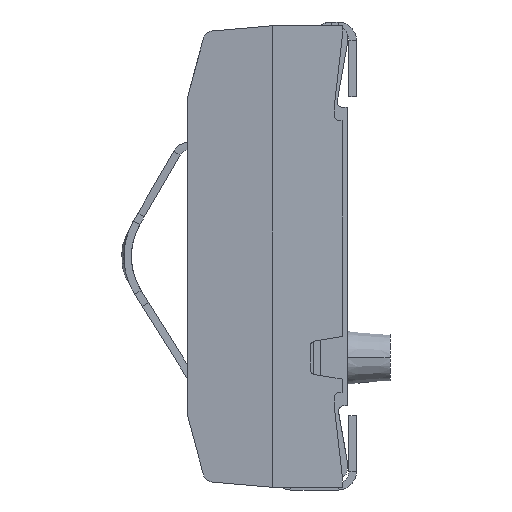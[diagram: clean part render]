
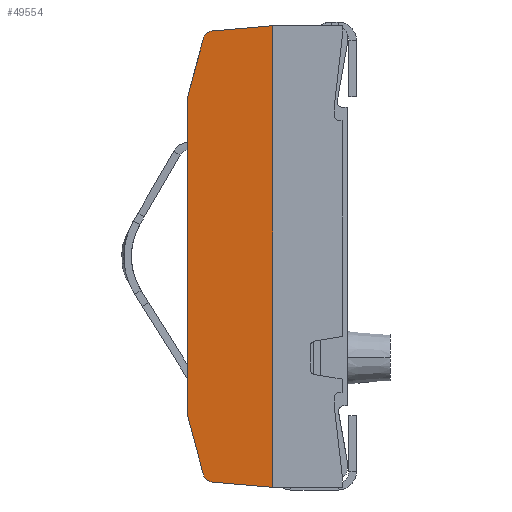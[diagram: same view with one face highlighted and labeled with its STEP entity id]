
A CAD part, left-side view. The second image highlights one B-rep face of the part: STEP entity #49554.
In plain terms, the highlighted planar face has unit normal (-0.996, 0.087, 0).
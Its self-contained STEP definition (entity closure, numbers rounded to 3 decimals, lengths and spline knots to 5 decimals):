
#4143=DIRECTION('',(0.,0.,1.));
#4144=VECTOR('',#4143,0.298);
#4145=CARTESIAN_POINT('',(-0.38325,0.125,-0.149));
#4146=LINE('',#4145,#4144);
#4311=DIRECTION('',(0.023,0.259,0.966));
#4312=VECTOR('',#4311,0.05715);
#4313=CARTESIAN_POINT('',(-0.38454,0.11021,
-0.20419));
#4314=LINE('',#4313,#4312);
#16043=DIRECTION('',(-0.087,-0.992,-0.087));
#16044=VECTOR('',#16043,0.05685);
#16045=CARTESIAN_POINT('',(-0.38531,0.10142,
-0.21156));
#16046=LINE('',#16045,#16044);
#16064=CARTESIAN_POINT('',(-0.38454,0.11021,
-0.20419));
#16065=CARTESIAN_POINT('',(-0.3846,0.10961,
-0.20645));
#16066=CARTESIAN_POINT('',(-0.3848,0.10728,
-0.20963));
#16067=CARTESIAN_POINT('',(-0.38511,0.10375,
-0.21136));
#16068=CARTESIAN_POINT('',(-0.38531,0.10142,
-0.21156));
#16089=DIRECTION('',(0.087,0.992,-0.087));
#16090=VECTOR('',#16089,0.05685);
#16091=CARTESIAN_POINT('',(-0.39025,0.045,0.2165));
#16092=LINE('',#16091,#16090);
#16126=CARTESIAN_POINT('',(-0.38454,0.11021,
0.20419));
#16127=CARTESIAN_POINT('',(-0.3846,0.10961,
0.20645));
#16128=CARTESIAN_POINT('',(-0.3848,0.10728,
0.20963));
#16129=CARTESIAN_POINT('',(-0.38511,0.10375,
0.21136));
#16130=CARTESIAN_POINT('',(-0.38531,0.10142,
0.21156));
#16472=DIRECTION('',(-0.023,-0.259,0.966));
#16473=VECTOR('',#16472,0.05715);
#16474=CARTESIAN_POINT('',(-0.38325,0.125,0.149));
#16475=LINE('',#16474,#16473);
#17389=DIRECTION('',(0.,0.,-1.));
#17390=VECTOR('',#17389,0.433);
#17391=CARTESIAN_POINT('',(-0.39025,0.045,0.2165));
#17392=LINE('',#17391,#17390);
#37079=CARTESIAN_POINT('',(-0.39025,0.045,0.2165));
#37080=CARTESIAN_POINT('',(-0.39025,0.045,-0.2165));
#37081=VERTEX_POINT('',#37079);
#37082=VERTEX_POINT('',#37080);
#37087=CARTESIAN_POINT('',(-0.38325,0.125,-0.149));
#37088=CARTESIAN_POINT('',(-0.38325,0.125,0.149));
#37089=VERTEX_POINT('',#37087);
#37090=VERTEX_POINT('',#37088);
#37095=CARTESIAN_POINT('',(-0.38454,0.11021,
0.20419));
#37097=VERTEX_POINT('',#37095);
#37099=CARTESIAN_POINT('',(-0.38531,0.10142,
0.21156));
#37101=VERTEX_POINT('',#37099);
#37103=CARTESIAN_POINT('',(-0.38454,0.11021,
-0.20419));
#37105=VERTEX_POINT('',#37103);
#37107=CARTESIAN_POINT('',(-0.38531,0.10142,
-0.21156));
#37109=VERTEX_POINT('',#37107);
#49534=CARTESIAN_POINT('',(-0.39025,0.045,0.2598));
#49535=DIRECTION('',(0.996,-0.087,0.));
#49536=DIRECTION('',(0.087,0.996,0.));
#49537=AXIS2_PLACEMENT_3D('',#49534,#49535,#49536);
#49538=PLANE('',#49537);
#49539=ORIENTED_EDGE('',*,*,#49522,.F.);
#49541=ORIENTED_EDGE('',*,*,#49540,.F.);
#49542=ORIENTED_EDGE('',*,*,#39367,.T.);
#49543=ORIENTED_EDGE('',*,*,#39306,.T.);
#49545=ORIENTED_EDGE('',*,*,#49544,.T.);
#49547=ORIENTED_EDGE('',*,*,#49546,.T.);
#49549=ORIENTED_EDGE('',*,*,#49548,.F.);
#49551=ORIENTED_EDGE('',*,*,#49550,.T.);
#49552=EDGE_LOOP('',(#49539,#49541,#49542,#49543,#49545,#49547,#49549,#49551));
#49553=FACE_OUTER_BOUND('',#49552,.F.);
#16069=B_SPLINE_CURVE_WITH_KNOTS('',3,(#16064,#16065,#16066,#16067,#16068),
.UNSPECIFIED.,.F.,.F.,(4,1,4),(0.,0.5,1.),.UNSPECIFIED.);
#16131=B_SPLINE_CURVE_WITH_KNOTS('',3,(#16126,#16127,#16128,#16129,#16130),
.UNSPECIFIED.,.F.,.F.,(4,1,4),(0.,0.5,1.),.UNSPECIFIED.);
#39306=EDGE_CURVE('',#37089,#37090,#4146,.T.);
#39367=EDGE_CURVE('',#37105,#37089,#4314,.T.);
#49522=EDGE_CURVE('',#37109,#37082,#16046,.T.);
#49540=EDGE_CURVE('',#37105,#37109,#16069,.T.);
#49544=EDGE_CURVE('',#37090,#37097,#16475,.T.);
#49546=EDGE_CURVE('',#37097,#37101,#16131,.T.);
#49548=EDGE_CURVE('',#37081,#37101,#16092,.T.);
#49550=EDGE_CURVE('',#37081,#37082,#17392,.T.);
#49554=ADVANCED_FACE('',(#49553),#49538,.F.);
